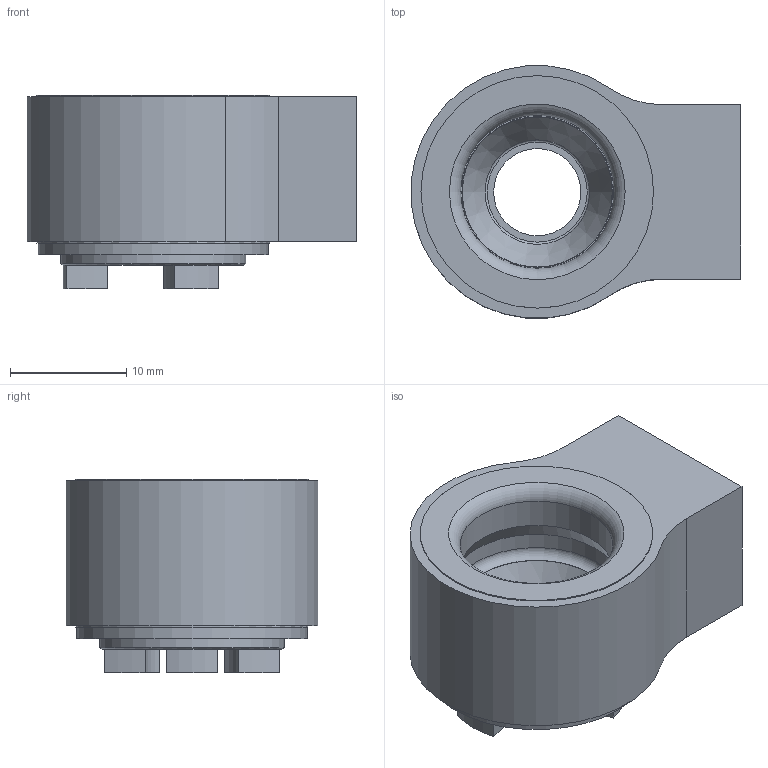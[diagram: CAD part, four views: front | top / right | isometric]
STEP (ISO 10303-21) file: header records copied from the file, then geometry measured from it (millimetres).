
FILE_DESCRIPTION(/* description */ (''),/* implementation_level */ '2;1');
FILE_NAME(/* name */ '371169000.stp',/* time_stamp */ '2022-09-23T13:30:19',/* author */ ('Ratnasingam Jekanthan'),/* organization */ ('REGO-FIX'),/* preprocessor_version */ ' Unknown',/* originating_system */ 'SIEMENS PLM Software Solid Edge ST10',/* authorization */ 'Unknown');
FILE_SCHEMA (('AUTOMOTIVE_DESIGN { 1 0 10303 214 2 1 1}'));
Length unit declared in the file: millimetre
Products named in the file (1): NOCUT
Bounding box: 28.33 x 21.67 x 16.6 mm (x, y, z)
Volume: 4566 mm3; surface area: 2919.1 mm2
Topology: 1 solids, 1 shells, 56 faces, 129 edges, 82 vertices
Faces by surface type: cylinder 28, plane 22, cone 3, torus 3
Full cylindrical faces by diameter (mm): 7.5 x1, 8.566 x1, 9 x1, 13.188 x1, 14.5 x1, 15.9 x1, 20 x2
Entity records: 1928 total; most frequent: DIRECTION 294, CARTESIAN_POINT 253, ORIENTED_EDGE 220, AXIS2_PLACEMENT_3D 126, EDGE_CURVE 110, EDGE_LOOP 79, FACE_BOUND 79, VERTEX_POINT 77
